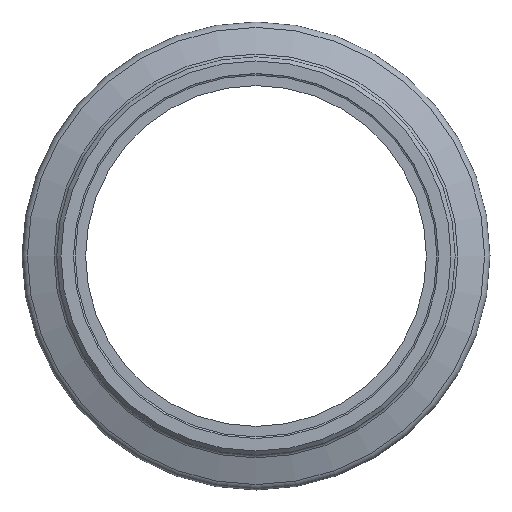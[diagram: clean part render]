
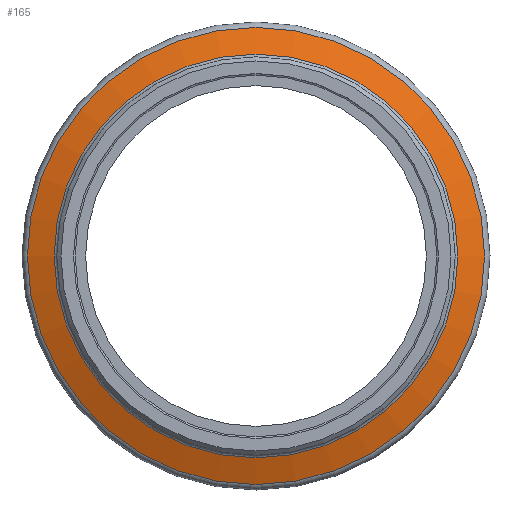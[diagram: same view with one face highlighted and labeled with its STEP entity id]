
A CAD part, left-side view. The second image highlights one B-rep face of the part: STEP entity #165.
In plain terms, the highlighted conical face has half-angle 70 degrees and reference radius 52.421 mm.
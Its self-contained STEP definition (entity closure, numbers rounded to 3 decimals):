
#28=CONICAL_SURFACE('',#199,52.421,1.222);
#40=ORIENTED_EDGE('',*,*,#65,.T.);
#41=ORIENTED_EDGE('',*,*,#64,.F.);
#64=EDGE_CURVE('',#78,#78,#92,.T.);
#65=EDGE_CURVE('',#79,#79,#93,.T.);
#78=VERTEX_POINT('',#292);
#79=VERTEX_POINT('',#295);
#92=CIRCLE('',#198,55.684);
#93=CIRCLE('',#200,49.158);
#110=EDGE_LOOP('',(#40));
#111=EDGE_LOOP('',(#41));
#138=FACE_BOUND('',#110,.T.);
#139=FACE_BOUND('',#111,.T.);
#165=ADVANCED_FACE('',(#138,#139),#28,.T.);
#198=AXIS2_PLACEMENT_3D('',#291,#239,#240);
#199=AXIS2_PLACEMENT_3D('',#293,#241,#242);
#200=AXIS2_PLACEMENT_3D('',#294,#243,#244);
#239=DIRECTION('',(1.,0.,0.));
#240=DIRECTION('',(0.,1.,0.));
#241=DIRECTION('',(1.,0.,0.));
#242=DIRECTION('',(0.,1.,0.));
#243=DIRECTION('',(1.,0.,0.));
#244=DIRECTION('',(0.,1.,0.));
#291=CARTESIAN_POINT('',(1.561,0.,0.));
#292=CARTESIAN_POINT('',(1.561,55.684,0.));
#293=CARTESIAN_POINT('',(0.373,0.,0.));
#294=CARTESIAN_POINT('',(-0.814,0.,0.));
#295=CARTESIAN_POINT('',(-0.814,49.158,0.));
